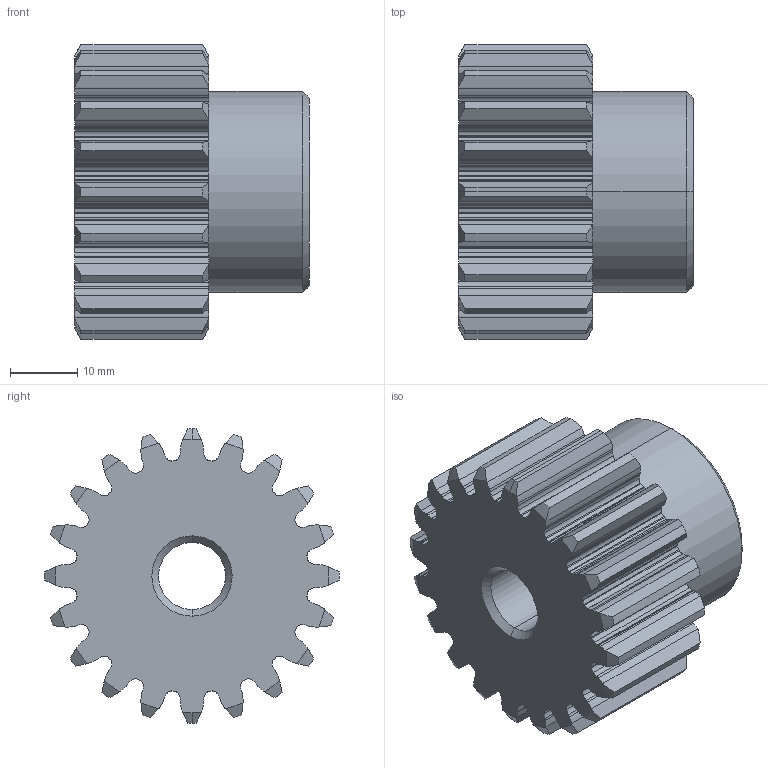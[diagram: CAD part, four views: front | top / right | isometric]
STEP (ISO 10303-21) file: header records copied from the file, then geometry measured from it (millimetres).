
FILE_DESCRIPTION(('HOOPS Exchange Step'),'2;1');
FILE_NAME('export-2B0B5E6A-A847-41B1-9168-71AFAD977656.stp','2024-07-02T15:09:32+02:00',('Engineering'),('Alibre'),'HOOPS Exchange 2023.0','Alibre','Unknown authorisation');
FILE_SCHEMA( ('AP242_MANAGED_MODEL_BASED_3D_ENGINEERING_MIM_LF {1 0 10303 442 1 1 4 }') );
Length unit declared in the file: millimetre
Products named in the file (1): 1810 Module 2 Pinion, with 20 teeth
Bounding box: 35 x 44 x 44 mm (x, y, z)
Volume: 32270.1 mm3; surface area: 9568.2 mm2
Topology: 1 solids, 1 shells, 359 faces, 1058 edges, 702 vertices
Faces by surface type: cylinder 306, cone 50, plane 3
Entity records: 12477 total; most frequent: DIRECTION 2362, CARTESIAN_POINT 2361, ORIENTED_EDGE 2116, EDGE_CURVE 1058, AXIS2_PLACEMENT_3D 1023, VERTEX_POINT 702, CIRCLE 662, EDGE_LOOP 362
